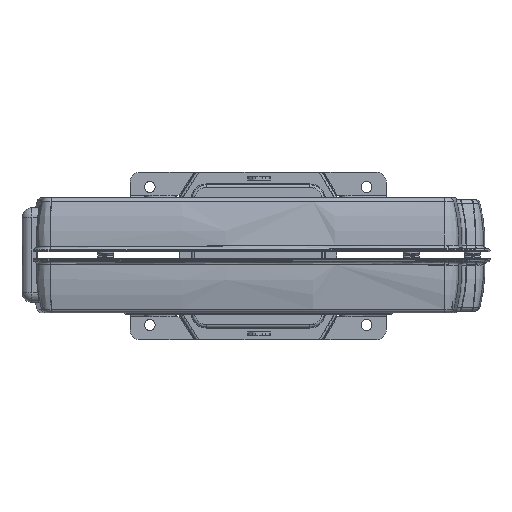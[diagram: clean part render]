
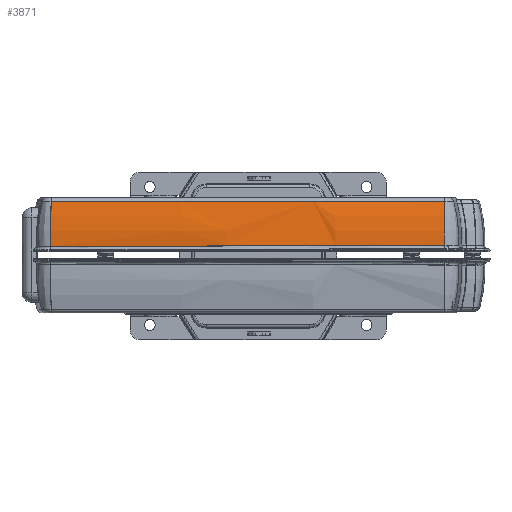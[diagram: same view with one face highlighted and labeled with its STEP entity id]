
A CAD part, front view. The second image highlights one B-rep face of the part: STEP entity #3871.
In plain terms, the highlighted toroidal (fillet/blend) face has major radius 3850.27 mm and minor radius 150 mm.
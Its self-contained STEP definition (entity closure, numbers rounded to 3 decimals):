
#3871 = ADVANCED_FACE( '', ( #8045 ), #8046, .T. );
#8045 = FACE_OUTER_BOUND( '', #18735, .T. );
#8046 = TOROIDAL_SURFACE( '', #18736, 3850.272, 150. );
#18735 = EDGE_LOOP( '', ( #31291, #31292, #31293, #31294 ) );
#18736 = AXIS2_PLACEMENT_3D( '', #31295, #31296, #31297 );
#31291 = ORIENTED_EDGE( '', *, *, #35580, .T. );
#31292 = ORIENTED_EDGE( '', *, *, #36651, .T. );
#31293 = ORIENTED_EDGE( '', *, *, #35705, .F. );
#31294 = ORIENTED_EDGE( '', *, *, #36180, .T. );
#31295 = CARTESIAN_POINT( '', ( 0.5, 3768.728, 15.524 ) );
#31296 = DIRECTION( '', ( 0., 0., -1. ) );
#31297 = DIRECTION( '', ( 0., 1., 0. ) );
#35580 = EDGE_CURVE( '', #42124, #42122, #42125, .T. );
#35705 = EDGE_CURVE( '', #42276, #42277, #42278, .T. );
#36180 = EDGE_CURVE( '', #42276, #42124, #42856, .T. );
#36651 = EDGE_CURVE( '', #42122, #42277, #43371, .T. );
#42122 = VERTEX_POINT( '', #55659 );
#42124 = VERTEX_POINT( '', #55664 );
#42125 = CIRCLE( '', #55665, 150. );
#42276 = VERTEX_POINT( '', #56032 );
#42277 = VERTEX_POINT( '', #56033 );
#42278 = CIRCLE( '', #56034, 150. );
#42856 = CIRCLE( '', #57552, 3995.036 );
#43371 = B_SPLINE_CURVE_WITH_KNOTS( '', 3, ( #58955, #58956, #58957, #58958, #58959, #58960, #58961, #58962, #58963, #58964, #58965, #58966, #58967, #58968, #58969, #58970, #58971, #58972, #58973, #58974, #58975, #58976, #58977, #58978, #58979, #58980, #58981, #58982, #58983, #58984, #58985, #58986, #58987, #58988, #58989, #58990, #58991, #58992, #58993, #58994, #58995, #58996, #58997, #58998, #58999, #59000, #59001, #59002, #59003 ), .UNSPECIFIED., .F., .F., ( 4, 1, 1, 1, 1, 1, 1, 1, 1, 1, 1, 1, 1, 1, 1, 1, 1, 1, 1, 1, 1, 1, 1, 1, 1, 1, 1, 1, 1, 1, 1, 1, 1, 1, 1, 1, 1, 1, 1, 1, 1, 1, 1, 1, 1, 1, 4 ), ( 0., 0.016, 0.032, 0.048, 0.064, 0.08, 0.096, 0.112, 0.128, 0.144, 0.161, 0.177, 0.193, 0.209, 0.225, 0.241, 0.257, 0.273, 0.289, 0.306, 0.322, 0.338, 0.354, 0.37, 0.386, 0.403, 0.419, 0.435, 0.451, 0.468, 0.484, 0.5, 0.549, 0.599, 0.649, 0.7, 0.724, 0.748, 0.773, 0.799, 0.826, 0.853, 0.881, 0.91, 0.939, 0.969, 1. ), .UNSPECIFIED. );
#55659 = CARTESIAN_POINT( '', ( -199.256, -226.411, 8.991 ) );
#55664 = CARTESIAN_POINT( '', ( -199.001, -221.323, 54.81 ) );
#55665 = AXIS2_PLACEMENT_3D( '', #63980, #63981, #63982 );
#56032 = CARTESIAN_POINT( '', ( 200.001, -221.323, 54.81 ) );
#56033 = CARTESIAN_POINT( '', ( 200.257, -226.443, 9.785 ) );
#56034 = AXIS2_PLACEMENT_3D( '', #64105, #64106, #64107 );
#57552 = AXIS2_PLACEMENT_3D( '', #64616, #64617, #64618 );
#58955 = CARTESIAN_POINT( '', ( -199.256, -226.41, 8.991 ) );
#58956 = CARTESIAN_POINT( '', ( -197.124, -226.516, 8.998 ) );
#58957 = CARTESIAN_POINT( '', ( -192.86, -226.728, 9.013 ) );
#58958 = CARTESIAN_POINT( '', ( -186.462, -227.033, 9.034 ) );
#58959 = CARTESIAN_POINT( '', ( -180.06, -227.329, 9.056 ) );
#58960 = CARTESIAN_POINT( '', ( -173.655, -227.614, 9.077 ) );
#58961 = CARTESIAN_POINT( '', ( -167.247, -227.889, 9.097 ) );
#58962 = CARTESIAN_POINT( '', ( -160.835, -228.154, 9.118 ) );
#58963 = CARTESIAN_POINT( '', ( -154.42, -228.408, 9.138 ) );
#58964 = CARTESIAN_POINT( '', ( -148.002, -228.653, 9.157 ) );
#58965 = CARTESIAN_POINT( '', ( -141.58, -228.887, 9.177 ) );
#58966 = CARTESIAN_POINT( '', ( -135.155, -229.111, 9.196 ) );
#58967 = CARTESIAN_POINT( '', ( -128.727, -229.325, 9.215 ) );
#58968 = CARTESIAN_POINT( '', ( -122.296, -229.528, 9.233 ) );
#58969 = CARTESIAN_POINT( '', ( -115.861, -229.721, 9.251 ) );
#58970 = CARTESIAN_POINT( '', ( -109.423, -229.904, 9.269 ) );
#58971 = CARTESIAN_POINT( '', ( -102.982, -230.077, 9.287 ) );
#58972 = CARTESIAN_POINT( '', ( -96.537, -230.239, 9.304 ) );
#58973 = CARTESIAN_POINT( '', ( -90.09, -230.391, 9.321 ) );
#58974 = CARTESIAN_POINT( '', ( -83.639, -230.533, 9.338 ) );
#58975 = CARTESIAN_POINT( '', ( -77.185, -230.664, 9.354 ) );
#58976 = CARTESIAN_POINT( '', ( -70.728, -230.785, 9.37 ) );
#58977 = CARTESIAN_POINT( '', ( -64.268, -230.895, 9.386 ) );
#58978 = CARTESIAN_POINT( '', ( -57.805, -230.995, 9.401 ) );
#58979 = CARTESIAN_POINT( '', ( -51.338, -231.085, 9.416 ) );
#58980 = CARTESIAN_POINT( '', ( -44.869, -231.164, 9.431 ) );
#58981 = CARTESIAN_POINT( '', ( -38.397, -231.233, 9.446 ) );
#58982 = CARTESIAN_POINT( '', ( -31.921, -231.291, 9.46 ) );
#58983 = CARTESIAN_POINT( '', ( -25.443, -231.339, 9.474 ) );
#58984 = CARTESIAN_POINT( '', ( -18.961, -231.376, 9.487 ) );
#58985 = CARTESIAN_POINT( '', ( -12.477, -231.403, 9.501 ) );
#58986 = CARTESIAN_POINT( '', ( -5.989, -231.42, 9.514 ) );
#58987 = CARTESIAN_POINT( '', ( 4.914, -231.429, 9.535 ) );
#58988 = CARTESIAN_POINT( '', ( 20.287, -231.392, 9.563 ) );
#58989 = CARTESIAN_POINT( '', ( 40.186, -231.246, 9.598 ) );
#58990 = CARTESIAN_POINT( '', ( 60.253, -230.998, 9.63 ) );
#58991 = CARTESIAN_POINT( '', ( 76.842, -230.71, 9.654 ) );
#58992 = CARTESIAN_POINT( '', ( 89.992, -230.432, 9.672 ) );
#58993 = CARTESIAN_POINT( '', ( 99.743, -230.203, 9.685 ) );
#58994 = CARTESIAN_POINT( '', ( 109.781, -229.942, 9.697 ) );
#58995 = CARTESIAN_POINT( '', ( 120.104, -229.647, 9.709 ) );
#58996 = CARTESIAN_POINT( '', ( 130.712, -229.316, 9.721 ) );
#58997 = CARTESIAN_POINT( '', ( 141.606, -228.947, 9.732 ) );
#58998 = CARTESIAN_POINT( '', ( 152.786, -228.538, 9.744 ) );
#58999 = CARTESIAN_POINT( '', ( 164.25, -228.085, 9.754 ) );
#59000 = CARTESIAN_POINT( '', ( 176., -227.587, 9.765 ) );
#59001 = CARTESIAN_POINT( '', ( 188.034, -227.043, 9.775 ) );
#59002 = CARTESIAN_POINT( '', ( 196.151, -226.644, 9.782 ) );
#59003 = CARTESIAN_POINT( '', ( 200.257, -226.443, 9.785 ) );
#63980 = CARTESIAN_POINT( '', ( -191.772, -76.74, 15.524 ) );
#63981 = DIRECTION( '', ( 0.999, -0.05, 0. ) );
#63982 = DIRECTION( '', ( 0.05, 0.999, 0. ) );
#64105 = CARTESIAN_POINT( '', ( 192.772, -76.74, 15.524 ) );
#64106 = DIRECTION( '', ( 0.999, 0.05, 0. ) );
#64107 = DIRECTION( '', ( -0.05, 0.999, 0. ) );
#64616 = CARTESIAN_POINT( '', ( 0.5, 3768.728, 54.81 ) );
#64617 = DIRECTION( '', ( 0., 0., -1. ) );
#64618 = DIRECTION( '', ( 0., 1., 0. ) );
